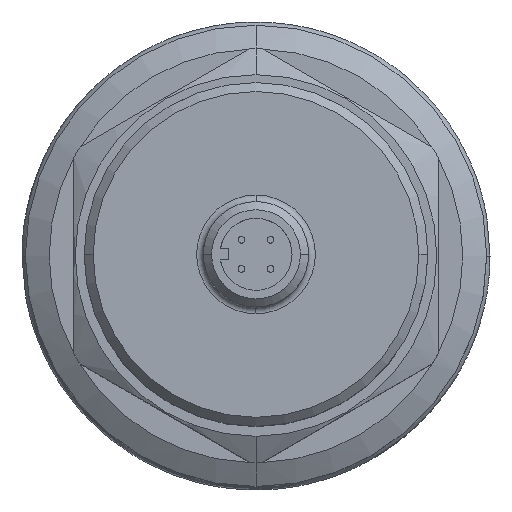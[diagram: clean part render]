
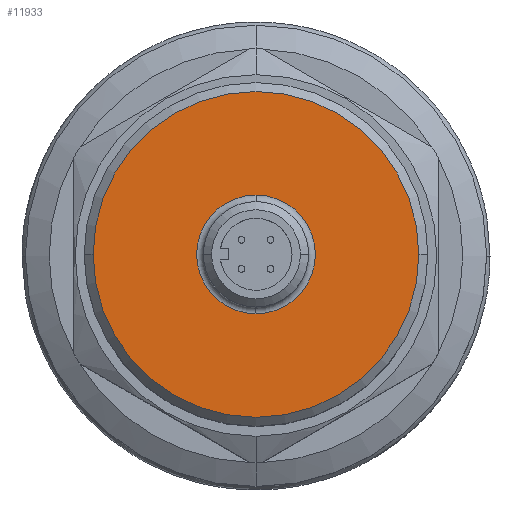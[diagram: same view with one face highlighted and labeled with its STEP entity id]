
A CAD part, top view. The second image highlights one B-rep face of the part: STEP entity #11933.
In plain terms, the highlighted planar face has unit normal (0, 0, 1).
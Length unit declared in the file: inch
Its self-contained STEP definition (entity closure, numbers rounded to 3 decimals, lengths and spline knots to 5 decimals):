
#5103=CARTESIAN_POINT('',(0.,0.,7.551));
#5104=DIRECTION('',(0.,0.,-1.));
#5105=DIRECTION('',(1.,0.,0.));
#5106=AXIS2_PLACEMENT_3D('',#5103,#5104,#5105);
#5108=CARTESIAN_POINT('',(0.,0.,7.551));
#5109=DIRECTION('',(0.,0.,-1.));
#5110=DIRECTION('',(-1.,0.,0.));
#5111=AXIS2_PLACEMENT_3D('',#5108,#5109,#5110);
#5113=CARTESIAN_POINT('',(0.,0.,7.551));
#5114=DIRECTION('',(0.,0.,1.));
#5115=DIRECTION('',(0.,-1.,0.));
#5116=AXIS2_PLACEMENT_3D('',#5113,#5114,#5115);
#5118=CARTESIAN_POINT('',(0.,0.,7.551));
#5119=DIRECTION('',(0.,0.,1.));
#5120=DIRECTION('',(0.,1.,0.));
#5121=AXIS2_PLACEMENT_3D('',#5118,#5119,#5120);
#6105=CARTESIAN_POINT('',(0.,-0.265,7.551));
#6106=CARTESIAN_POINT('',(0.,0.265,7.551));
#6107=VERTEX_POINT('',#6105);
#6108=VERTEX_POINT('',#6106);
#6117=CARTESIAN_POINT('',(0.727,0.,7.551));
#6118=CARTESIAN_POINT('',(-0.727,0.,7.551));
#6119=VERTEX_POINT('',#6117);
#6120=VERTEX_POINT('',#6118);
#11918=CARTESIAN_POINT('',(0.,0.,7.551));
#11919=DIRECTION('',(0.,0.,-1.));
#11920=DIRECTION('',(0.,1.,0.));
#11921=AXIS2_PLACEMENT_3D('',#11918,#11919,#11920);
#11922=PLANE('',#11921);
#11923=ORIENTED_EDGE('',*,*,#11898,.T.);
#11924=ORIENTED_EDGE('',*,*,#11912,.T.);
#11925=EDGE_LOOP('',(#11923,#11924));
#11926=FACE_OUTER_BOUND('',#11925,.F.);
#11928=ORIENTED_EDGE('',*,*,#11927,.T.);
#11930=ORIENTED_EDGE('',*,*,#11929,.T.);
#11931=EDGE_LOOP('',(#11928,#11930));
#11932=FACE_BOUND('',#11931,.F.);
#11933=ADVANCED_FACE('',(#11926,#11932),#11922,.F.);
#5107=CIRCLE('',#5106,0.727);
#5112=CIRCLE('',#5111,0.727);
#5117=CIRCLE('',#5116,0.265);
#5122=CIRCLE('',#5121,0.265);
#11898=EDGE_CURVE('',#6119,#6120,#5107,.T.);
#11912=EDGE_CURVE('',#6120,#6119,#5112,.T.);
#11927=EDGE_CURVE('',#6107,#6108,#5117,.T.);
#11929=EDGE_CURVE('',#6108,#6107,#5122,.T.);
